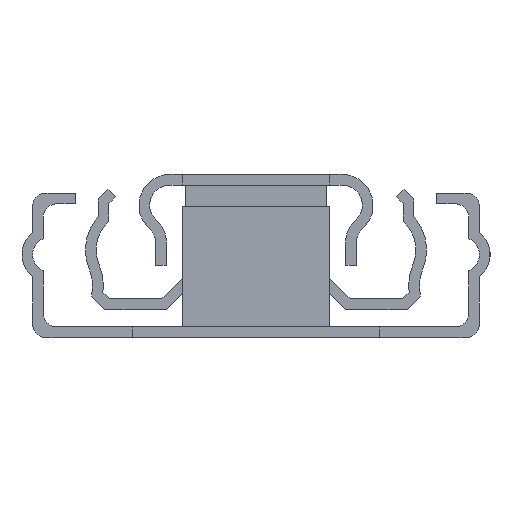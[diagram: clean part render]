
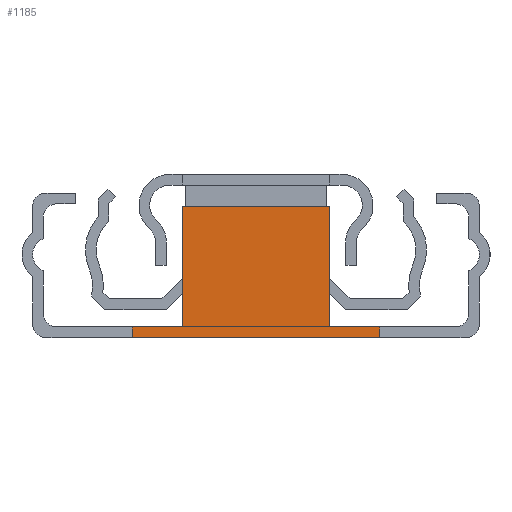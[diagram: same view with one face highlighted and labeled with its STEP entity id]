
A CAD part, left-side view. The second image highlights one B-rep face of the part: STEP entity #1185.
In plain terms, the highlighted planar face has unit normal (-1, 0, 0).
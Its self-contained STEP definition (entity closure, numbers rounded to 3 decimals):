
#8 = CARTESIAN_POINT ( 'NONE',  ( -240.2, 5.5, 9. ) ) ;
#250 = VERTEX_POINT ( 'NONE', #5097 ) ;
#266 = EDGE_CURVE ( 'NONE', #6736, #2444, #1824, .T. ) ;
#278 = CARTESIAN_POINT ( 'NONE',  ( -240.2, 5.5, 9. ) ) ;
#508 = DIRECTION ( 'NONE',  ( 0., 1., 0. ) ) ;
#657 = DIRECTION ( 'NONE',  ( 0., 0., -1. ) ) ;
#858 = CARTESIAN_POINT ( 'NONE',  ( -240.2, 9.25, 0. ) ) ;
#905 = LINE ( 'NONE', #3782, #4810 ) ;
#908 = VECTOR ( 'NONE', #7146, 1000. ) ;
#964 = VECTOR ( 'NONE', #4621, 1000. ) ;
#1018 = DIRECTION ( 'NONE',  ( 0., 0., -1. ) ) ;
#1107 = LINE ( 'NONE', #3909, #2653 ) ;
#1185 = ADVANCED_FACE ( 'NONE', ( #1642 ), #4478, .F. ) ;
#1209 = CARTESIAN_POINT ( 'NONE',  ( -240.2, 5.5, 0. ) ) ;
#1360 = VERTEX_POINT ( 'NONE', #4149 ) ;
#1541 = EDGE_CURVE ( 'NONE', #1360, #3272, #905, .T. ) ;
#1642 = FACE_OUTER_BOUND ( 'NONE', #3641, .T. ) ;
#1824 = LINE ( 'NONE', #2402, #964 ) ;
#1935 = VECTOR ( 'NONE', #3034, 1000. ) ;
#2038 = EDGE_CURVE ( 'NONE', #1360, #250, #1107, .T. ) ;
#2252 = VERTEX_POINT ( 'NONE', #1209 ) ;
#2347 = AXIS2_PLACEMENT_3D ( 'NONE', #6684, #6075, #657 ) ;
#2402 = CARTESIAN_POINT ( 'NONE',  ( -240.2, 9.25, 9.2 ) ) ;
#2439 = DIRECTION ( 'NONE',  ( 0., 0., -1. ) ) ;
#2444 = VERTEX_POINT ( 'NONE', #4917 ) ;
#2447 = LINE ( 'NONE', #278, #1935 ) ;
#2468 = CARTESIAN_POINT ( 'NONE',  ( -240.2, 5.5, 9. ) ) ;
#2653 = VECTOR ( 'NONE', #3808, 1000. ) ;
#2866 = VERTEX_POINT ( 'NONE', #2468 ) ;
#2871 = CARTESIAN_POINT ( 'NONE',  ( -240.2, 0., 0. ) ) ;
#2899 = ORIENTED_EDGE ( 'NONE', *, *, #4036, .F. ) ;
#3034 = DIRECTION ( 'NONE',  ( 0., 0., -1. ) ) ;
#3100 = CARTESIAN_POINT ( 'NONE',  ( -240.2, -5.5, 9. ) ) ;
#3272 = VERTEX_POINT ( 'NONE', #5255 ) ;
#3508 = CARTESIAN_POINT ( 'NONE',  ( -240.2, 0., -0.8 ) ) ;
#3641 = EDGE_LOOP ( 'NONE', ( #3772, #2899, #4353, #4354, #6975, #5604, #5479, #3684 ) ) ;
#3684 = ORIENTED_EDGE ( 'NONE', *, *, #1541, .F. ) ;
#3718 = EDGE_CURVE ( 'NONE', #2866, #2252, #2447, .T. ) ;
#3772 = ORIENTED_EDGE ( 'NONE', *, *, #2038, .T. ) ;
#3782 = CARTESIAN_POINT ( 'NONE',  ( -240.2, -9.25, 9.2 ) ) ;
#3808 = DIRECTION ( 'NONE',  ( 0., 1., 0. ) ) ;
#3909 = CARTESIAN_POINT ( 'NONE',  ( -240.2, 0., 0. ) ) ;
#4036 = EDGE_CURVE ( 'NONE', #4191, #250, #5204, .T. ) ;
#4126 = VECTOR ( 'NONE', #2439, 1000. ) ;
#4149 = CARTESIAN_POINT ( 'NONE',  ( -240.2, -9.25, 0. ) ) ;
#4191 = VERTEX_POINT ( 'NONE', #3100 ) ;
#4353 = ORIENTED_EDGE ( 'NONE', *, *, #4881, .F. ) ;
#4354 = ORIENTED_EDGE ( 'NONE', *, *, #3718, .T. ) ;
#4478 = PLANE ( 'NONE',  #2347 ) ;
#4507 = LINE ( 'NONE', #2871, #4736 ) ;
#4513 = EDGE_CURVE ( 'NONE', #2252, #6736, #4507, .T. ) ;
#4552 = CARTESIAN_POINT ( 'NONE',  ( -240.2, -5.5, 9. ) ) ;
#4621 = DIRECTION ( 'NONE',  ( 0., 0., -1. ) ) ;
#4736 = VECTOR ( 'NONE', #508, 1000. ) ;
#4810 = VECTOR ( 'NONE', #1018, 1000. ) ;
#4881 = EDGE_CURVE ( 'NONE', #2866, #4191, #6708, .T. ) ;
#4917 = CARTESIAN_POINT ( 'NONE',  ( -240.2, 9.25, -0.8 ) ) ;
#4947 = VECTOR ( 'NONE', #6270, 1000. ) ;
#5097 = CARTESIAN_POINT ( 'NONE',  ( -240.2, -5.5, 0. ) ) ;
#5204 = LINE ( 'NONE', #4552, #4126 ) ;
#5255 = CARTESIAN_POINT ( 'NONE',  ( -240.2, -9.25, -0.8 ) ) ;
#5479 = ORIENTED_EDGE ( 'NONE', *, *, #7082, .T. ) ;
#5604 = ORIENTED_EDGE ( 'NONE', *, *, #266, .T. ) ;
#5684 = LINE ( 'NONE', #3508, #4947 ) ;
#6075 = DIRECTION ( 'NONE',  ( 1., 0., 0. ) ) ;
#6270 = DIRECTION ( 'NONE',  ( 0., -1., 0. ) ) ;
#6684 = CARTESIAN_POINT ( 'NONE',  ( -240.2, 0., 9.2 ) ) ;
#6708 = LINE ( 'NONE', #8, #908 ) ;
#6736 = VERTEX_POINT ( 'NONE', #858 ) ;
#6975 = ORIENTED_EDGE ( 'NONE', *, *, #4513, .T. ) ;
#7082 = EDGE_CURVE ( 'NONE', #2444, #3272, #5684, .T. ) ;
#7146 = DIRECTION ( 'NONE',  ( 0., -1., 0. ) ) ;
